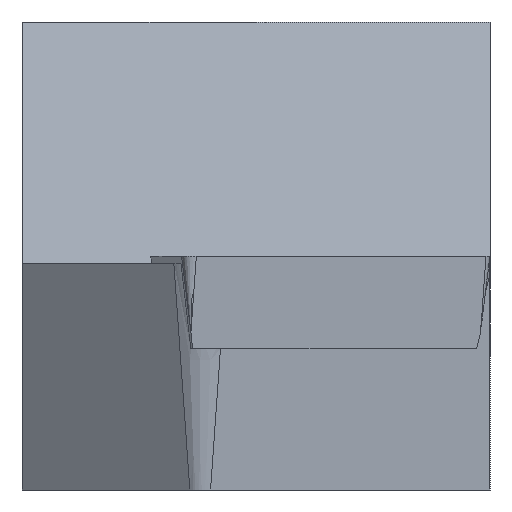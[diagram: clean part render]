
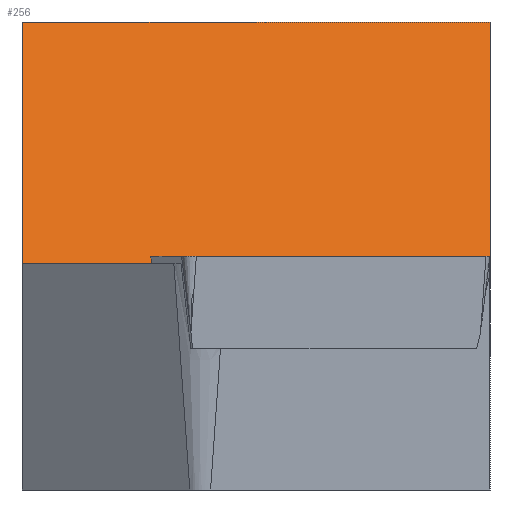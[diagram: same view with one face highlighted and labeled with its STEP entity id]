
A CAD part, left-side view. The second image highlights one B-rep face of the part: STEP entity #256.
In plain terms, the highlighted planar face has unit normal (-0.94, 0, 0.342).
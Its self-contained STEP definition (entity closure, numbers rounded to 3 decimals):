
#234=PLANE('',#689);
#256=ADVANCED_FACE('',(#283),#234,.F.);
#283=FACE_OUTER_BOUND('',#310,.T.);
#310=EDGE_LOOP('',(#491,#492,#493,#494));
#332=LINE('',#863,#384);
#342=LINE('',#887,#394);
#346=LINE('',#899,#398);
#354=LINE('',#914,#406);
#384=VECTOR('',#726,1.);
#394=VECTOR('',#742,1.);
#398=VECTOR('',#752,1.);
#406=VECTOR('',#774,1.);
#491=ORIENTED_EDGE('',*,*,#635,.F.);
#492=ORIENTED_EDGE('',*,*,#621,.F.);
#493=ORIENTED_EDGE('',*,*,#627,.F.);
#494=ORIENTED_EDGE('',*,*,#609,.F.);
#566=VERTEX_POINT('',#862);
#567=VERTEX_POINT('',#864);
#577=VERTEX_POINT('',#886);
#578=VERTEX_POINT('',#888);
#609=EDGE_CURVE('',#566,#567,#332,.T.);
#621=EDGE_CURVE('',#577,#578,#342,.T.);
#627=EDGE_CURVE('',#567,#577,#346,.T.);
#635=EDGE_CURVE('',#578,#566,#354,.T.);
#689=AXIS2_PLACEMENT_3D('',#915,#775,#776);
#726=DIRECTION('',(0.342,0.,0.94));
#742=DIRECTION('',(-0.342,0.,-0.94));
#752=DIRECTION('',(0.,-1.,0.));
#774=DIRECTION('',(0.,1.,0.));
#775=DIRECTION('',(0.94,0.,-0.342));
#776=DIRECTION('',(-0.342,0.,-0.94));
#862=CARTESIAN_POINT('',(18.,0.,-0.3));
#863=CARTESIAN_POINT('',(18.041,0.,-0.188));
#864=CARTESIAN_POINT('',(21.749,0.,10.));
#886=CARTESIAN_POINT('',(21.749,-20.,10.));
#887=CARTESIAN_POINT('',(12.777,-20.,-14.65));
#888=CARTESIAN_POINT('',(18.,-20.,-0.3));
#899=CARTESIAN_POINT('',(21.749,0.,10.));
#914=CARTESIAN_POINT('',(18.,-21.,-0.3));
#915=CARTESIAN_POINT('',(18.,-21.,-0.3));
